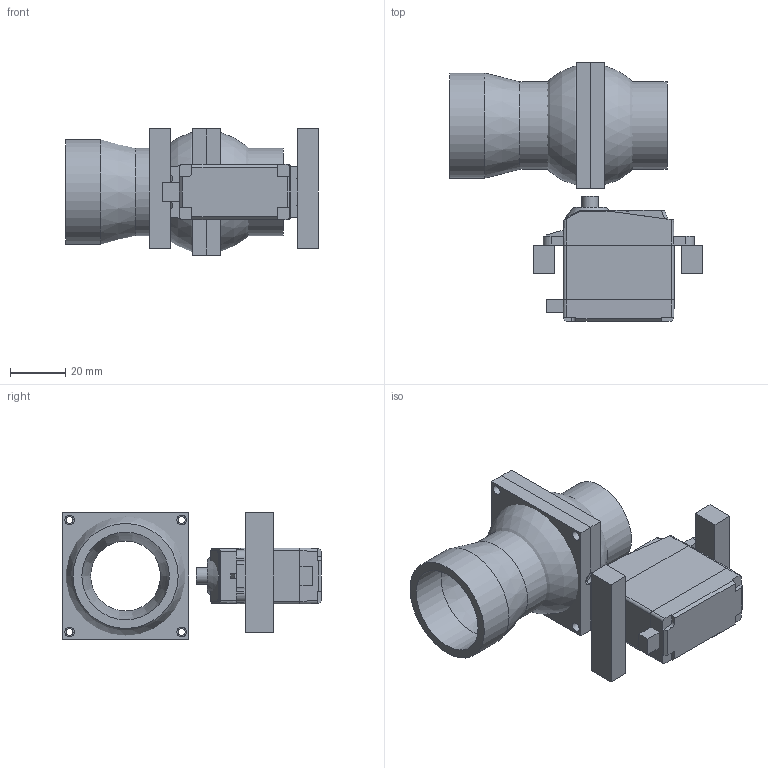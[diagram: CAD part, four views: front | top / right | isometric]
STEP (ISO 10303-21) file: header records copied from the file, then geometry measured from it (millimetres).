
FILE_DESCRIPTION(/* description */ (''),/* implementation_level */ '2;1');
FILE_NAME(/* name */ 'Ball Valve Holder.step',/* time_stamp */ '2023-06-13T18:42:31-07:00',/* author */ (''),/* organization */ (''),/* preprocessor_version */ 'ST-DEVELOPER v19.2',/* originating_system */ 'Autodesk Translation Framework v12.6.0.85',/* authorisation */ '');
FILE_SCHEMA (('AUTOMOTIVE_DESIGN { 1 0 10303 214 3 1 1 }'));
Length unit declared in the file: inch
Products named in the file (2): Ball Valve Holder; DS3218MG
Assembly tree (1 placements, depth 2):
  Ball Valve Holder
    DS3218MG
Bounding box: 91.44 x 93.9 x 45.72 mm (x, y, z)
Volume: 83825.4 mm3; surface area: 47120.8 mm2
Topology: 12 solids, 12 shells, 209 faces, 562 edges, 374 vertices
Faces by surface type: plane 129, cylinder 65, bspline 6, sphere 6, cone 3
Full cylindrical faces by diameter (mm): 2.5 x10, 3.5 x4, 5.9 x1, 25.4 x3, 31.75 x2, 38.1 x1
Entity records: 6976 total; most frequent: CARTESIAN_POINT 1472, ORIENTED_EDGE 1124, DIRECTION 1120, EDGE_CURVE 562, VERTEX_POINT 374, AXIS2_PLACEMENT_3D 374, LINE 372, VECTOR 372
